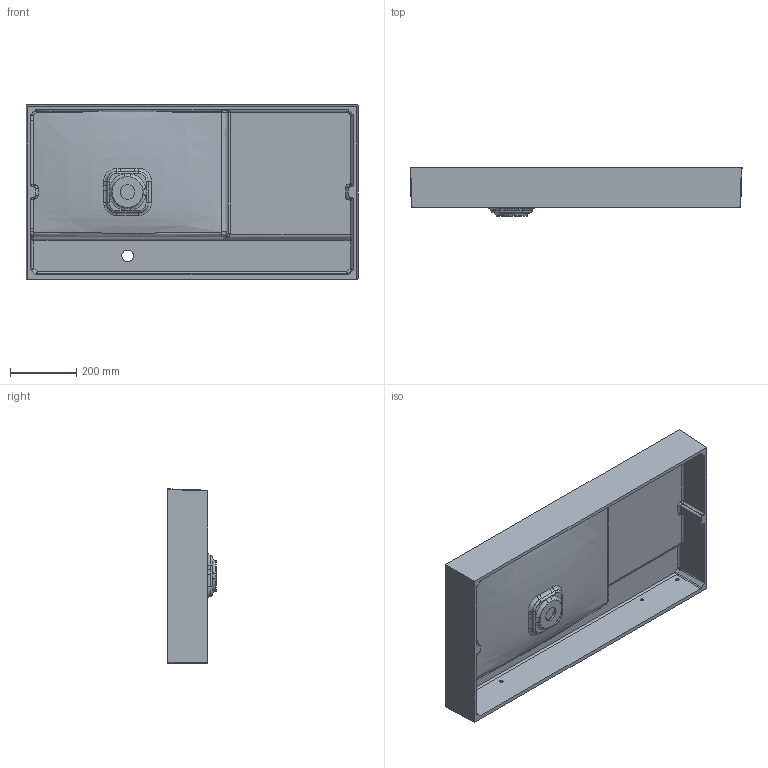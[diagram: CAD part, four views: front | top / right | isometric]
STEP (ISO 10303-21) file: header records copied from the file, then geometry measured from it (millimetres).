
FILE_DESCRIPTION (( 'STEP AP214' ), '1' );
FILE_NAME ('Soul 1000.STEP', '2024-05-21T12:19:37', ( 'User Windows' ), ( '' ), 'SwSTEP 2.0', 'SolidWorks 2020', '' );
FILE_SCHEMA (( 'AUTOMOTIVE_DESIGN' ));
Length unit declared in the file: millimetre
Products named in the file (1): Soul 1000
Bounding box: 1000 x 145 x 525 mm (x, y, z)
Volume: 10568071.1 mm3; surface area: 1868619.7 mm2
Topology: 2 solids, 2 shells, 353 faces, 828 edges, 472 vertices
Faces by surface type: bspline 131, cylinder 108, plane 72, sphere 22, torus 13, cone 7
Full cylindrical faces by diameter (mm): 10 x4, 35 x1
Entity records: 24043 total; most frequent: CARTESIAN_POINT 17219, ORIENTED_EDGE 1594, DIRECTION 1173, EDGE_CURVE 797, AXIS2_PLACEMENT_3D 464, VERTEX_POINT 462, EDGE_LOOP 375, FACE_OUTER_BOUND 357
